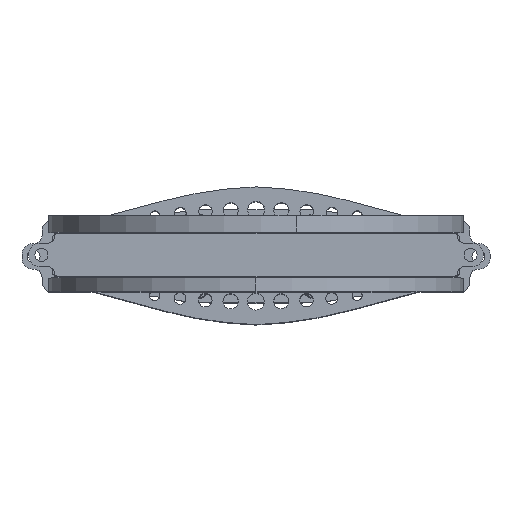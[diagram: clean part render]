
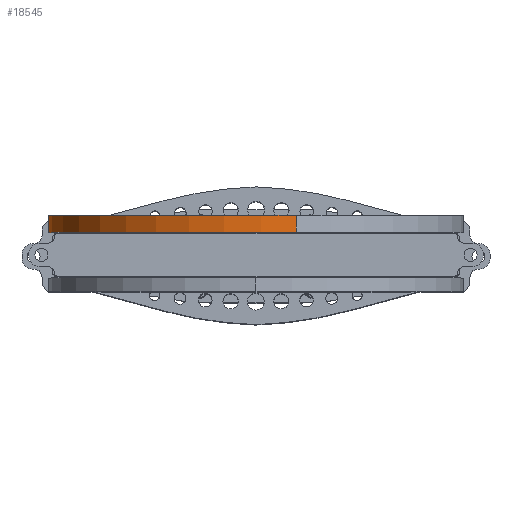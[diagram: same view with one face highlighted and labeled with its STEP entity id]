
A CAD part, top view. The second image highlights one B-rep face of the part: STEP entity #18545.
In plain terms, the highlighted cylindrical face has radius 312.496 mm (diameter 624.992 mm), a partial arc.
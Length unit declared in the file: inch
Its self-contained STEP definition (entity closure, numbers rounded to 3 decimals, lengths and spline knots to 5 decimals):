
#266 = CIRCLE ( 'NONE', #8827, 12.303 ) ;
#772 = EDGE_CURVE ( 'NONE', #33762, #29279, #17709, .T. ) ;
#2918 = AXIS2_PLACEMENT_3D ( 'NONE', #5026, #29431, #39733 ) ;
#5026 = CARTESIAN_POINT ( 'NONE',  ( 0., 1.1874, -12. ) ) ;
#7120 = DIRECTION ( 'NONE',  ( 0., -1., 0. ) ) ;
#7336 = CARTESIAN_POINT ( 'NONE',  ( -2.4002, 1.1874, -24.0666 ) ) ;
#7612 = CARTESIAN_POINT ( 'NONE',  ( -2.4002, 0.0624, -24.0666 ) ) ;
#8444 = DIRECTION ( 'NONE',  ( 0., 1., 0. ) ) ;
#8827 = AXIS2_PLACEMENT_3D ( 'NONE', #28030, #7120, #31531 ) ;
#9940 = ORIENTED_EDGE ( 'NONE', *, *, #10672, .F. ) ;
#10672 = EDGE_CURVE ( 'NONE', #28594, #33762, #27270, .T. ) ;
#10876 = VERTEX_POINT ( 'NONE', #40478 ) ;
#10993 = CYLINDRICAL_SURFACE ( 'NONE', #16250, 12.303 ) ;
#12941 = CARTESIAN_POINT ( 'NONE',  ( 2.4002, 0.0624, 0.0666 ) ) ;
#15041 = ORIENTED_EDGE ( 'NONE', *, *, #34621, .T. ) ;
#15751 = ORIENTED_EDGE ( 'NONE', *, *, #45118, .F. ) ;
#16250 = AXIS2_PLACEMENT_3D ( 'NONE', #39528, #8444, #22062 ) ;
#17709 = CIRCLE ( 'NONE', #2918, 12.303 ) ;
#18545 = ADVANCED_FACE ( 'NONE', ( #33937 ), #10993, .T. ) ;
#20340 = LINE ( 'NONE', #12941, #33443 ) ;
#21659 = DIRECTION ( 'NONE',  ( 0., 1., 0. ) ) ;
#22062 = DIRECTION ( 'NONE',  ( 0.195, 0., 0.981 ) ) ;
#27242 = CARTESIAN_POINT ( 'NONE',  ( -2.4002, 0.1874, -24.0666 ) ) ;
#27270 = LINE ( 'NONE', #7612, #43245 ) ;
#28030 = CARTESIAN_POINT ( 'NONE',  ( 0., 0.1874, -12. ) ) ;
#28594 = VERTEX_POINT ( 'NONE', #27242 ) ;
#29279 = VERTEX_POINT ( 'NONE', #33445 ) ;
#29431 = DIRECTION ( 'NONE',  ( 0., 1., 0. ) ) ;
#30940 = ORIENTED_EDGE ( 'NONE', *, *, #772, .F. ) ;
#31531 = DIRECTION ( 'NONE',  ( -0.195, 0., -0.981 ) ) ;
#33443 = VECTOR ( 'NONE', #37395, 39.37008 ) ;
#33445 = CARTESIAN_POINT ( 'NONE',  ( 2.4002, 1.1874, 0.0666 ) ) ;
#33762 = VERTEX_POINT ( 'NONE', #7336 ) ;
#33937 = FACE_OUTER_BOUND ( 'NONE', #42028, .T. ) ;
#34621 = EDGE_CURVE ( 'NONE', #10876, #29279, #20340, .T. ) ;
#37395 = DIRECTION ( 'NONE',  ( 0., 1., 0. ) ) ;
#39528 = CARTESIAN_POINT ( 'NONE',  ( 0., 0.0624, -12. ) ) ;
#39733 = DIRECTION ( 'NONE',  ( 0.195, 0., 0.981 ) ) ;
#40478 = CARTESIAN_POINT ( 'NONE',  ( 2.4002, 0.1874, 0.0666 ) ) ;
#42028 = EDGE_LOOP ( 'NONE', ( #9940, #15751, #15041, #30940 ) ) ;
#43245 = VECTOR ( 'NONE', #21659, 39.37008 ) ;
#45118 = EDGE_CURVE ( 'NONE', #10876, #28594, #266, .T. ) ;
